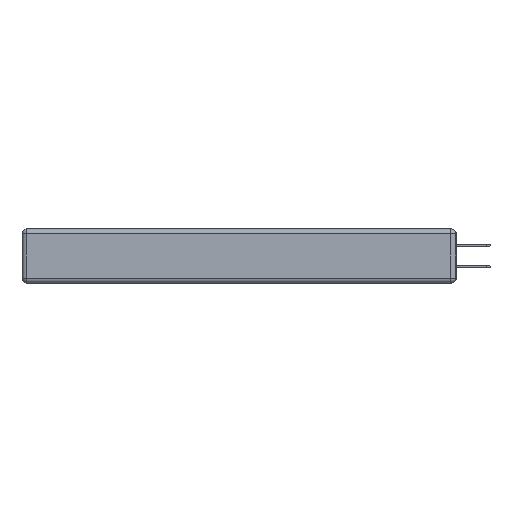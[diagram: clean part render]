
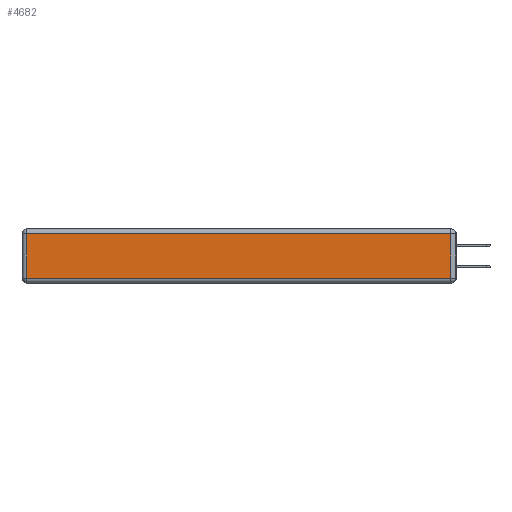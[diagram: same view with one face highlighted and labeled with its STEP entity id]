
A CAD part, left-side view. The second image highlights one B-rep face of the part: STEP entity #4682.
In plain terms, the highlighted planar face has unit normal (-1, 0, 0).
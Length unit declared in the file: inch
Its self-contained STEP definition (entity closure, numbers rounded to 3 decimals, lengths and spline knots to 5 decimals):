
#1169 = PLANE ( 'NONE',  #10997 ) ;
#1209 = LINE ( 'NONE', #7004, #12558 ) ;
#1218 = DIRECTION ( 'NONE',  ( 0., 0., 1. ) ) ;
#1396 = DIRECTION ( 'NONE',  ( 0., 0., 1. ) ) ;
#1503 = VECTOR ( 'NONE', #1396, 39.37008 ) ;
#1559 = ORIENTED_EDGE ( 'NONE', *, *, #3777, .T. ) ;
#2646 = EDGE_LOOP ( 'NONE', ( #1559, #4045, #4440, #10900 ) ) ;
#3777 = EDGE_CURVE ( 'NONE', #4740, #4271, #4418, .T. ) ;
#4045 = ORIENTED_EDGE ( 'NONE', *, *, #11235, .T. ) ;
#4250 = CARTESIAN_POINT ( 'NONE',  ( 0., 2.72, -0.03 ) ) ;
#4271 = VERTEX_POINT ( 'NONE', #6786 ) ;
#4418 = LINE ( 'NONE', #13355, #15742 ) ;
#4440 = ORIENTED_EDGE ( 'NONE', *, *, #13225, .T. ) ;
#4682 = ADVANCED_FACE ( 'NONE', ( #10852 ), #1169, .T. ) ;
#4740 = VERTEX_POINT ( 'NONE', #10901 ) ;
#5060 = DIRECTION ( 'NONE',  ( 0., 0., -1. ) ) ;
#5299 = DIRECTION ( 'NONE',  ( 0., -1., 0. ) ) ;
#5620 = VERTEX_POINT ( 'NONE', #4250 ) ;
#6786 = CARTESIAN_POINT ( 'NONE',  ( 0., 0.03, -0.313 ) ) ;
#6889 = DIRECTION ( 'NONE',  ( 0., 1., 0. ) ) ;
#6968 = VECTOR ( 'NONE', #5060, 39.37008 ) ;
#7004 = CARTESIAN_POINT ( 'NONE',  ( 0., 2.75, -0.03 ) ) ;
#9050 = LINE ( 'NONE', #10838, #1503 ) ;
#9248 = DIRECTION ( 'NONE',  ( -1., 0., 0. ) ) ;
#9280 = LINE ( 'NONE', #10326, #6968 ) ;
#9387 = CARTESIAN_POINT ( 'NONE',  ( 0., 0.03, -0.03 ) ) ;
#9820 = VERTEX_POINT ( 'NONE', #9387 ) ;
#10326 = CARTESIAN_POINT ( 'NONE',  ( 0., 2.72, -0.343 ) ) ;
#10499 = EDGE_CURVE ( 'NONE', #5620, #4740, #9280, .T. ) ;
#10838 = CARTESIAN_POINT ( 'NONE',  ( 0., 0.03, -0.343 ) ) ;
#10852 = FACE_OUTER_BOUND ( 'NONE', #2646, .T. ) ;
#10900 = ORIENTED_EDGE ( 'NONE', *, *, #10499, .T. ) ;
#10901 = CARTESIAN_POINT ( 'NONE',  ( 0., 2.72, -0.313 ) ) ;
#10997 = AXIS2_PLACEMENT_3D ( 'NONE', #11904, #9248, #1218 ) ;
#11235 = EDGE_CURVE ( 'NONE', #4271, #9820, #9050, .T. ) ;
#11904 = CARTESIAN_POINT ( 'NONE',  ( 0., 0., -0.343 ) ) ;
#12558 = VECTOR ( 'NONE', #6889, 39.37008 ) ;
#13225 = EDGE_CURVE ( 'NONE', #9820, #5620, #1209, .T. ) ;
#13355 = CARTESIAN_POINT ( 'NONE',  ( 0., 0., -0.313 ) ) ;
#15742 = VECTOR ( 'NONE', #5299, 39.37008 ) ;
